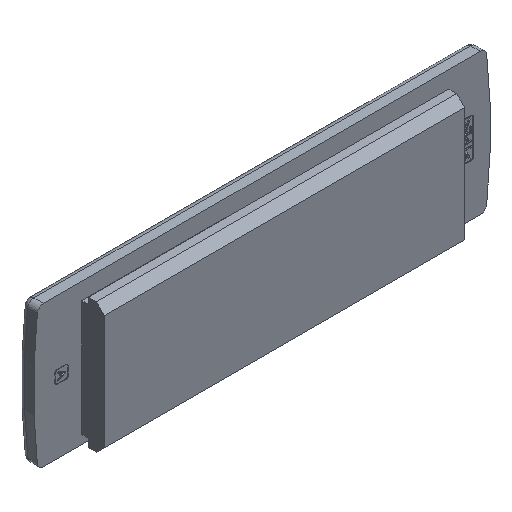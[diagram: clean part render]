
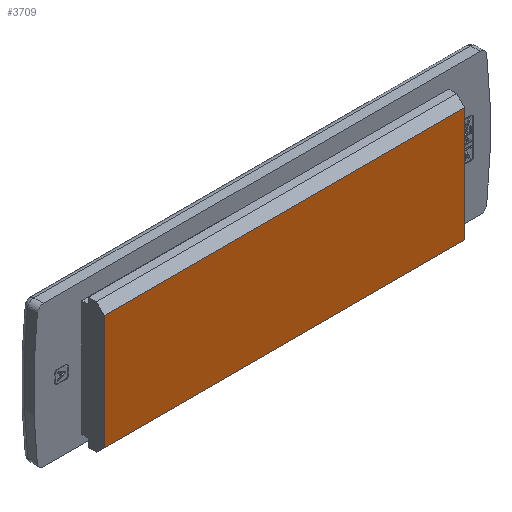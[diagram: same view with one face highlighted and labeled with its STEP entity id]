
A CAD part, isometric view. The second image highlights one B-rep face of the part: STEP entity #3709.
In plain terms, the highlighted planar face has unit normal (0, -1, 0).
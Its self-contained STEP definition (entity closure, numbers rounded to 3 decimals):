
#1171=FACE_OUTER_BOUND('',#5504,.T.);
#3709=ADVANCED_FACE('KES_ECO_T1',(#1171),#4340,.F.);
#4340=PLANE('',#18868);
#5504=EDGE_LOOP('',(#10940,#10941,#10942,#10943));
#6228=LINE('',#55622,#7527);
#6229=LINE('',#55625,#7528);
#6230=LINE('',#55627,#7529);
#6231=LINE('',#55629,#7530);
#7527=VECTOR('',#19570,1.);
#7528=VECTOR('',#19571,1.);
#7529=VECTOR('',#19572,1.);
#7530=VECTOR('',#19573,1.);
#10940=ORIENTED_EDGE('',*,*,#17112,.F.);
#10941=ORIENTED_EDGE('',*,*,#17113,.T.);
#10942=ORIENTED_EDGE('',*,*,#17114,.T.);
#10943=ORIENTED_EDGE('',*,*,#17115,.T.);
#14934=VERTEX_POINT('',#55623);
#14935=VERTEX_POINT('',#55624);
#14936=VERTEX_POINT('',#55626);
#14937=VERTEX_POINT('',#55628);
#17112=EDGE_CURVE('',#14934,#14935,#6228,.T.);
#17113=EDGE_CURVE('',#14934,#14936,#6229,.T.);
#17114=EDGE_CURVE('',#14936,#14937,#6230,.T.);
#17115=EDGE_CURVE('',#14937,#14935,#6231,.T.);
#18868=AXIS2_PLACEMENT_3D('',#55630,#19574,#19575);
#19570=DIRECTION('',(0.,0.,1.));
#19571=DIRECTION('',(1.,0.,0.));
#19572=DIRECTION('',(0.,0.,1.));
#19573=DIRECTION('',(-1.,0.,0.));
#19574=DIRECTION('',(0.,1.,0.));
#19575=DIRECTION('',(0.,0.,-1.));
#55622=CARTESIAN_POINT('',(-56.,0.,-21.987));
#55623=CARTESIAN_POINT('',(-56.,0.,-19.354));
#55624=CARTESIAN_POINT('',(-56.,0.,16.25));
#55625=CARTESIAN_POINT('',(56.,0.,-19.354));
#55626=CARTESIAN_POINT('',(56.,0.,-19.354));
#55627=CARTESIAN_POINT('',(56.,0.,-21.987));
#55628=CARTESIAN_POINT('',(56.,0.,16.25));
#55629=CARTESIAN_POINT('',(-56.,0.,16.25));
#55630=CARTESIAN_POINT('',(-55.75,0.,-17.75));
